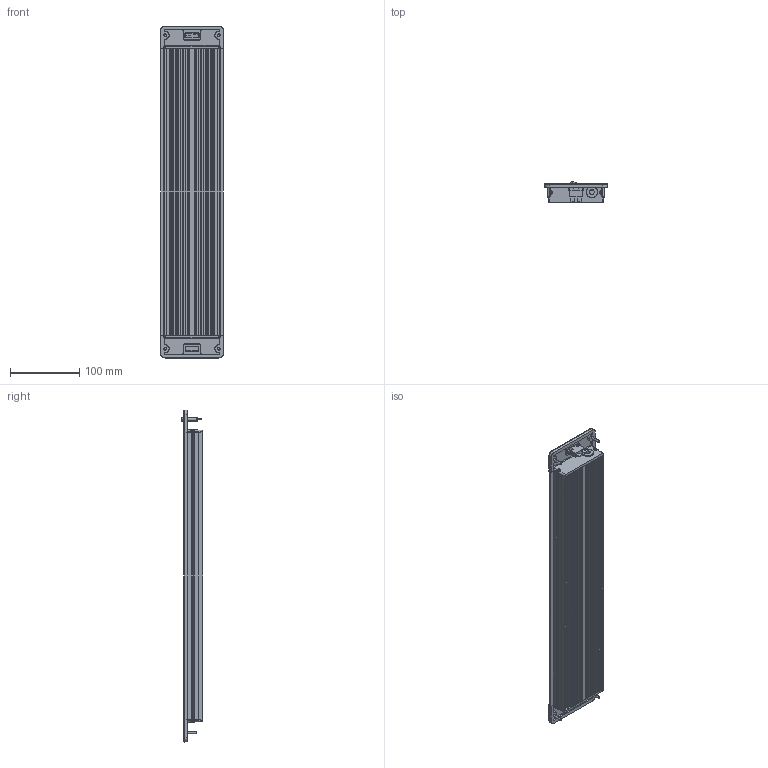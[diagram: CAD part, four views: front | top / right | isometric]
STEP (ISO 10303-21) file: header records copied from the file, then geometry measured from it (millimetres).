
FILE_DESCRIPTION (( 'STEP AP203' ), '1' );
FILE_NAME ('DK190601DD01A_Client.STEP', '2020-03-13T11:24:47', ( '' ), ( '' ), 'SwSTEP 2.0', 'SolidWorks 2017', '' );
FILE_SCHEMA (( 'CONFIG_CONTROL_DESIGN' ));
Length unit declared in the file: millimetre
Products named in the file (8): DK190601DD07E; FP-OPK 4608CA01_; DK190601DD03B_Client; SW-KCD1-110A; DK190601DD02D_Client; screwST3.5x16_DIN7981_GALV_STEEL; screw_M2.5x10_DIN7985_A2; DK190601DD01A_Client
Assembly tree (14 placements, depth 2):
  DK190601DD01A_Client
    DK190601DD02D_Client
    DK190601DD03B_Client
    DK190601DD07E  x2
    screw_M2.5x10_DIN7985_A2  x4
    screwST3.5x16_DIN7981_GALV_STEEL  x4
    SW-KCD1-110A
    FP-OPK 4608CA01_
Bounding box: 91 x 31.1 x 481 mm (x, y, z)
Volume: 605671.9 mm3; surface area: 299290.2 mm2
Topology: 17 solids, 17 shells, 751 faces, 1965 edges, 1282 vertices
Faces by surface type: plane 509, cylinder 135, cone 44, bspline 35, torus 28
Entity records: 16255 total; most frequent: CARTESIAN_POINT 3614, ORIENTED_EDGE 2508, DIRECTION 2259, EDGE_CURVE 1254, VECTOR 981, LINE 981, VERTEX_POINT 824, AXIS2_PLACEMENT_3D 639
